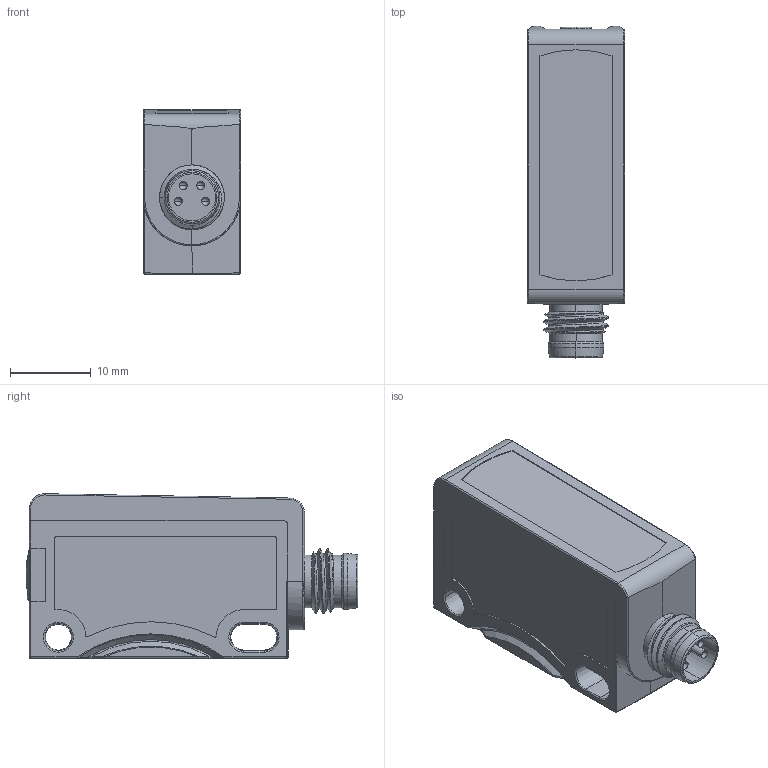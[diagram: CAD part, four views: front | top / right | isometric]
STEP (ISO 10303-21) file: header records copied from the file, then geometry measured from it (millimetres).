
FILE_DESCRIPTION((''),'2;1');
FILE_NAME('XUMRAAYM8_ASM','2023-10-20T10:02:09',('gaelle.pezzani'),(''),'CREO PARAMETRIC BY PTC INC, 2018260','CREO PARAMETRIC BY PTC INC, 2018260','');
FILE_SCHEMA(('CONFIG_CONTROL_DESIGN'));
Products named in the file (2): XUM_M8_ASM_1; XUMRAAYM8_ASM
Assembly tree (1 placements, depth 2):
  XUMRAAYM8_ASM
    XUM_M8_ASM_1
Bounding box: 12 x 41 x 20.32 mm (x, y, z)
Surface area: 3235.2 mm2 (no closed solid volume)
Topology: 0 solids, 1 shells, 204 faces, 584 edges, 372 vertices
Faces by surface type: cylinder 77, plane 40, torus 25, cone 24, sphere 20, bspline 17, revolution 1
Entity records: 8261 total; most frequent: CARTESIAN_POINT 3023, ORIENTED_EDGE 1128, DIRECTION 1076, EDGE_CURVE 564, AXIS2_PLACEMENT_3D 450, VERTEX_POINT 372, CIRCLE 261, EDGE_LOOP 218
